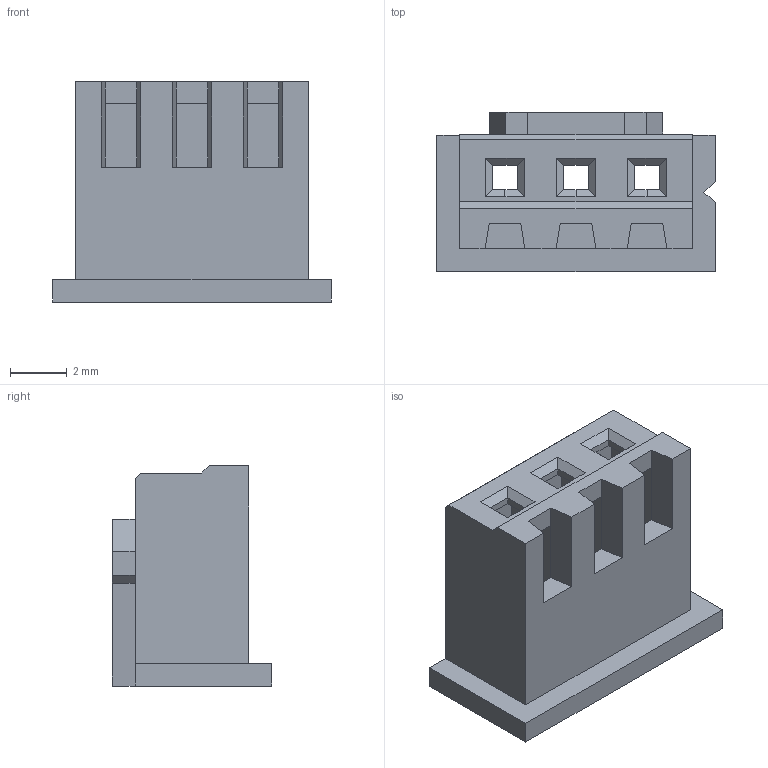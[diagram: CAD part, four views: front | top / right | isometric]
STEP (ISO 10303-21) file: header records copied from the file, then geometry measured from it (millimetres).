
FILE_DESCRIPTION (( 'STEP AP203' ), '1' );
FILE_NAME ('14K-503-210-AA2.STEP', '2024-02-23T14:10:56', ( '' ), ( '' ), 'SwSTEP 2.0', 'SolidWorks 2023', '' );
FILE_SCHEMA (( 'CONFIG_CONTROL_DESIGN' ));
Length unit declared in the file: millimetre
Products named in the file (1): 14K-503-210-AA2
Bounding box: 9.8 x 5.6 x 7.75 mm (x, y, z)
Volume: 144.7 mm3; surface area: 509.1 mm2
Topology: 1 solids, 1 shells, 96 faces, 273 edges, 176 vertices
Faces by surface type: plane 96
Entity records: 3134 total; most frequent: CARTESIAN_POINT 546, ORIENTED_EDGE 546, DIRECTION 467, VECTOR 273, LINE 273, EDGE_CURVE 273, VERTEX_POINT 176, EDGE_LOOP 105
